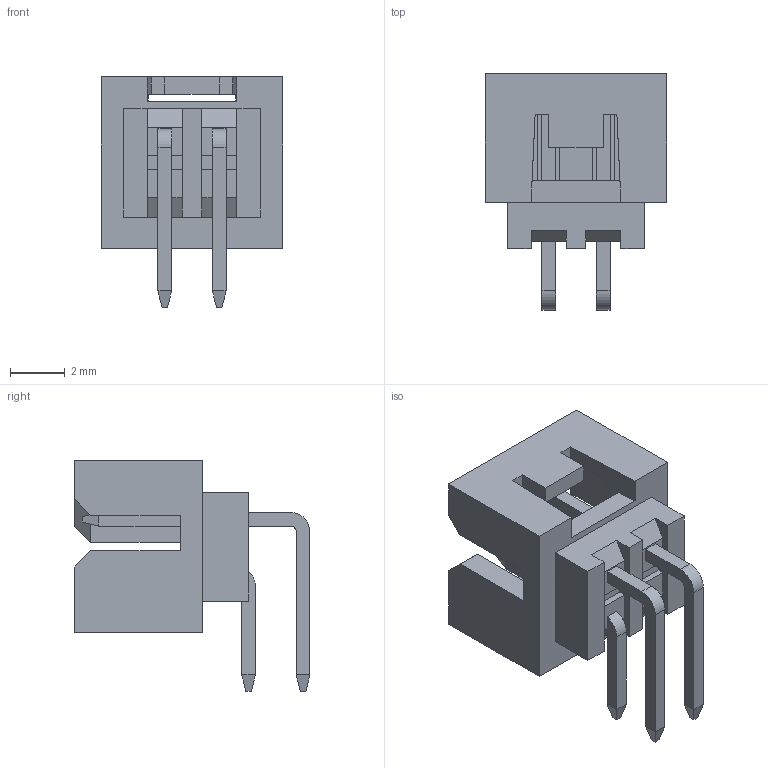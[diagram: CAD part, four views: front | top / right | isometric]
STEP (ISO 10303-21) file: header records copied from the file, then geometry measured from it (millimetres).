
FILE_DESCRIPTION((''),'2;1');
FILE_NAME('878330432','2015-10-08T',('Me'),(''),'PRO/ENGINEER BY PARAMETRIC TECHNOLOGY CORPORATION, 2011490','PRO/ENGINEER BY PARAMETRIC TECHNOLOGY CORPORATION, 2011490','');
FILE_SCHEMA(('CONFIG_CONTROL_DESIGN'));
Length unit declared in the file: millimetre
Products named in the file (1): 878330432
Bounding box: 6.65 x 8.65 x 8.46 mm (x, y, z)
Volume: 127.6 mm3; surface area: 376.5 mm2
Topology: 1 solids, 1 shells, 161 faces, 430 edges, 276 vertices
Faces by surface type: plane 153, cylinder 8
Entity records: 4923 total; most frequent: CARTESIAN_POINT 860, ORIENTED_EDGE 844, DIRECTION 778, EDGE_CURVE 422, VECTOR 406, LINE 406, VERTEX_POINT 268, AXIS2_PLACEMENT_3D 186
